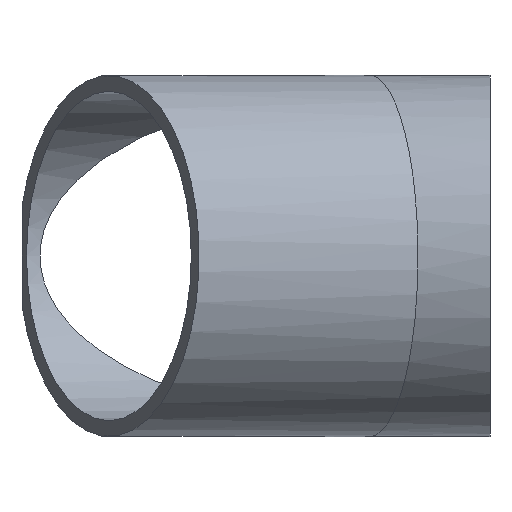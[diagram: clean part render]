
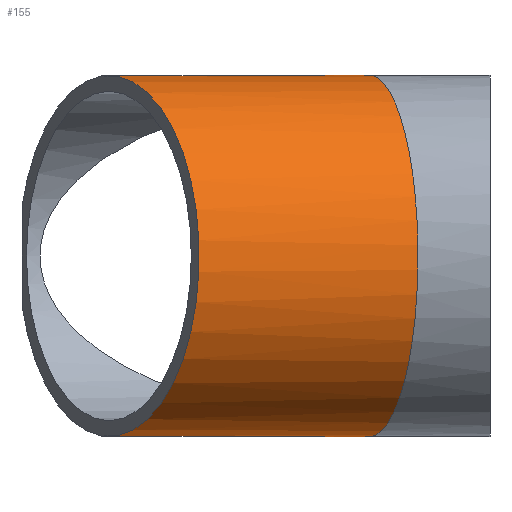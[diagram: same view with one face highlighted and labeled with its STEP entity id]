
A CAD part, left-side view. The second image highlights one B-rep face of the part: STEP entity #155.
In plain terms, the highlighted cylindrical face has radius 381 mm (diameter 762 mm), a partial arc.
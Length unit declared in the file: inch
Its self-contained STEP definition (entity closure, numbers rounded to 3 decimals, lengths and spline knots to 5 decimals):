
#26=FACE_OUTER_BOUND('',#37,.T.);
#37=EDGE_LOOP('',(#125,#126,#127,#128));
#45=CIRCLE('',#198,15.);
#63=ELLIPSE('',#191,30.,15.);
#64=ELLIPSE('',#193,30.,15.);
#67=ELLIPSE('',#201,15.52914,15.);
#74=VERTEX_POINT('',#282);
#75=VERTEX_POINT('',#283);
#76=VERTEX_POINT('',#285);
#77=VERTEX_POINT('',#287);
#90=EDGE_CURVE('',#74,#75,#63,.T.);
#92=EDGE_CURVE('',#77,#76,#64,.T.);
#96=EDGE_CURVE('',#74,#76,#45,.T.);
#98=EDGE_CURVE('',#77,#75,#67,.T.);
#125=ORIENTED_EDGE('',*,*,#90,.T.);
#126=ORIENTED_EDGE('',*,*,#98,.F.);
#127=ORIENTED_EDGE('',*,*,#92,.T.);
#128=ORIENTED_EDGE('',*,*,#96,.F.);
#147=CYLINDRICAL_SURFACE('',#200,15.);
#155=ADVANCED_FACE('',(#26),#147,.T.);
#191=AXIS2_PLACEMENT_3D('',#284,#230,#231);
#193=AXIS2_PLACEMENT_3D('',#288,#234,#235);
#198=AXIS2_PLACEMENT_3D('',#295,#245,#246);
#200=AXIS2_PLACEMENT_3D('',#298,#249,#250);
#201=AXIS2_PLACEMENT_3D('',#299,#251,#252);
#230=DIRECTION('center_axis',(-1.,0.,0.));
#231=DIRECTION('ref_axis',(0.,1.,0.));
#234=DIRECTION('center_axis',(-1.,0.,0.));
#235=DIRECTION('ref_axis',(0.,1.,0.));
#245=DIRECTION('center_axis',(-0.5,0.866,0.));
#246=DIRECTION('ref_axis',(-0.866,-0.5,0.));
#249=DIRECTION('center_axis',(0.5,-0.866,0.));
#250=DIRECTION('ref_axis',(-0.866,-0.5,0.));
#251=DIRECTION('center_axis',(0.259,-0.966,0.));
#252=DIRECTION('ref_axis',(-0.966,-0.259,0.));
#282=CARTESIAN_POINT('',(0.,38.86751,-4.08248));
#283=CARTESIAN_POINT('',(0.,10.,-15.));
#284=CARTESIAN_POINT('Origin',(0.,10.,0.));
#285=CARTESIAN_POINT('',(0.,38.86751,4.08248));
#287=CARTESIAN_POINT('',(0.,10.,15.));
#288=CARTESIAN_POINT('Origin',(0.,10.,0.));
#295=CARTESIAN_POINT('Origin',(-12.5,31.65064,0.));
#298=CARTESIAN_POINT('Origin',(-12.5,31.65064,0.));
#299=CARTESIAN_POINT('Origin',(0.,10.,0.));
